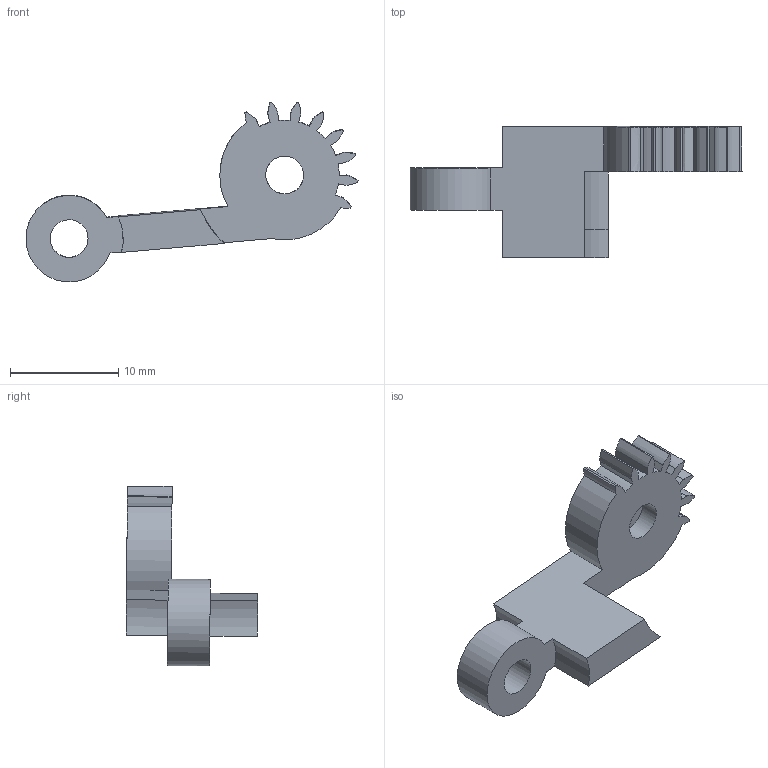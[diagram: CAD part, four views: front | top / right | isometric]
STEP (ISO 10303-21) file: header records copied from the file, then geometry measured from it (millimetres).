
FILE_DESCRIPTION(/* description */ (''),/* implementation_level */ '2;1');
FILE_NAME(/* name */ 'Engranaje2.step',/* time_stamp */ '2024-08-16T11:36:59-05:00',/* author */ (''),/* organization */ (''),/* preprocessor_version */ 'ST-DEVELOPER v20',/* originating_system */ 'Autodesk Translation Framework v13.14.0.145',/* authorisation */ '');
FILE_SCHEMA (('AUTOMOTIVE_DESIGN { 1 0 10303 214 3 1 1 }'));
Length unit declared in the file: millimetre
Products named in the file (1): Engranaje2
Bounding box: 30.7 x 12.17 x 16.63 mm (x, y, z)
Volume: 922.3 mm3; surface area: 1048.5 mm2
Topology: 1 solids, 1 shells, 66 faces, 214 edges, 144 vertices
Faces by surface type: plane 25, cylinder 24, bspline 16, cone 1
Full cylindrical faces by diameter (mm): 3.5 x2
Entity records: 3222 total; most frequent: CARTESIAN_POINT 1416, ORIENTED_EDGE 424, DIRECTION 298, EDGE_CURVE 212, VERTEX_POINT 144, LINE 102, VECTOR 102, AXIS2_PLACEMENT_3D 98
